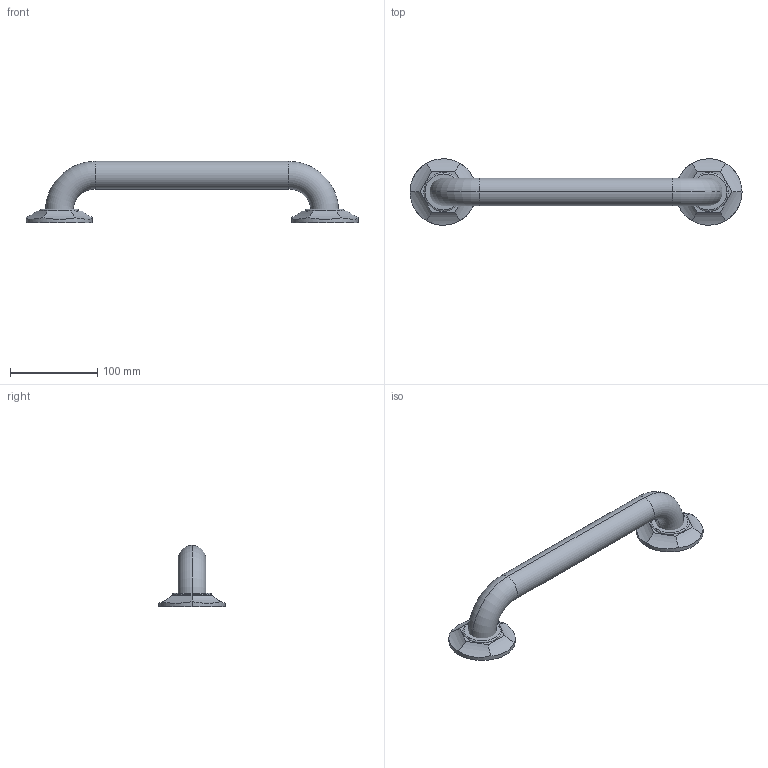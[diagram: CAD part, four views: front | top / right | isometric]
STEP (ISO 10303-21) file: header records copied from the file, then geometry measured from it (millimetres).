
FILE_DESCRIPTION((''),'2;1');
FILE_NAME('660_WEB','2010-09-02T',('project'),(''),'PRO/ENGINEER BY PARAMETRIC TECHNOLOGY CORPORATION, 2009300','PRO/ENGINEER BY PARAMETRIC TECHNOLOGY CORPORATION, 2009300','');
FILE_SCHEMA(('CONFIG_CONTROL_DESIGN'));
Length unit declared in the file: inch
Products named in the file (1): 660_WEB
Bounding box: 381 x 76.2 x 70.36 mm (x, y, z)
Surface area: 68664.3 mm2 (no closed solid volume)
Topology: 0 solids, 9 shells, 40 faces, 114 edges, 84 vertices
Faces by surface type: cylinder 24, torus 8, plane 8
Entity records: 1562 total; most frequent: CARTESIAN_POINT 546, DIRECTION 198, ORIENTED_EDGE 184, EDGE_CURVE 114, AXIS2_PLACEMENT_3D 88, VERTEX_POINT 84, CIRCLE 48, B_SPLINE_CURVE_WITH_KNOTS 44
